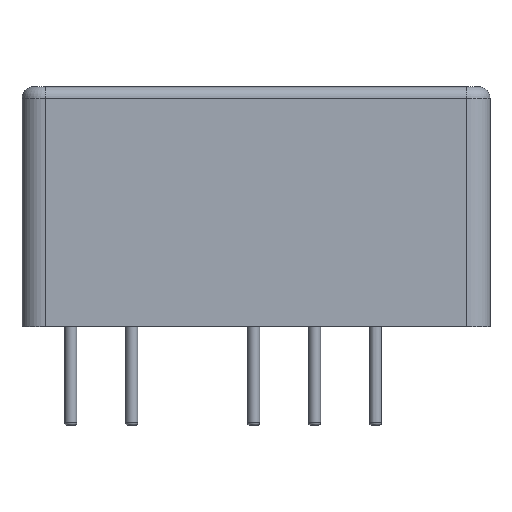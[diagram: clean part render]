
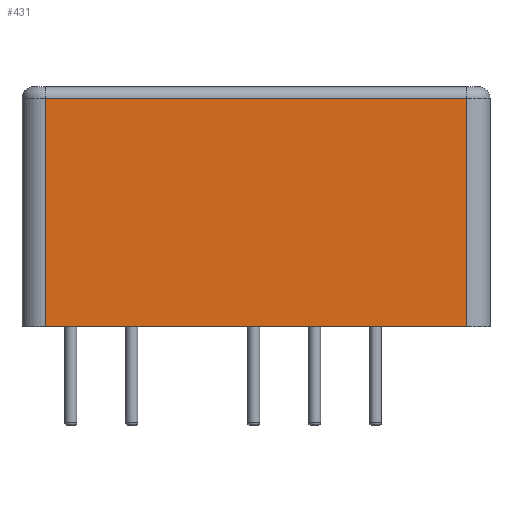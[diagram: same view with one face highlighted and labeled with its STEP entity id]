
A CAD part, left-side view. The second image highlights one B-rep face of the part: STEP entity #431.
In plain terms, the highlighted planar face has unit normal (-1, 0, 0).
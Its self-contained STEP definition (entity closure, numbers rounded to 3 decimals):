
#169 = VERTEX_POINT('',#170);
#170 = CARTESIAN_POINT('',(-4.77,-16.495,0.1));
#177 = EDGE_CURVE('',#169,#178,#180,.T.);
#178 = VERTEX_POINT('',#179);
#179 = CARTESIAN_POINT('',(-4.77,1.055,0.1));
#180 = LINE('',#181,#182);
#181 = CARTESIAN_POINT('',(-4.77,-17.47,0.1));
#182 = VECTOR('',#183,1.);
#183 = DIRECTION('',(0.,1.,0.));
#385 = EDGE_CURVE('',#178,#386,#388,.T.);
#386 = VERTEX_POINT('',#387);
#387 = CARTESIAN_POINT('',(-4.77,1.055,9.613));
#388 = LINE('',#389,#390);
#389 = CARTESIAN_POINT('',(-4.77,1.055,0.1));
#390 = VECTOR('',#391,1.);
#391 = DIRECTION('',(0.,0.,1.));
#412 = EDGE_CURVE('',#169,#413,#415,.T.);
#413 = VERTEX_POINT('',#414);
#414 = CARTESIAN_POINT('',(-4.77,-16.495,9.613));
#415 = LINE('',#416,#417);
#416 = CARTESIAN_POINT('',(-4.77,-16.495,0.1));
#417 = VECTOR('',#418,1.);
#418 = DIRECTION('',(0.,0.,1.));
#431 = ADVANCED_FACE('',(#432),#443,.T.);
#432 = FACE_BOUND('',#433,.T.);
#433 = EDGE_LOOP('',(#434,#435,#436,#437));
#434 = ORIENTED_EDGE('',*,*,#385,.F.);
#435 = ORIENTED_EDGE('',*,*,#177,.F.);
#436 = ORIENTED_EDGE('',*,*,#412,.T.);
#437 = ORIENTED_EDGE('',*,*,#438,.T.);
#438 = EDGE_CURVE('',#413,#386,#439,.T.);
#439 = LINE('',#440,#441);
#440 = CARTESIAN_POINT('',(-4.77,-16.495,9.613));
#441 = VECTOR('',#442,1.);
#442 = DIRECTION('',(0.,1.,0.));
#443 = PLANE('',#444);
#444 = AXIS2_PLACEMENT_3D('',#445,#446,#447);
#445 = CARTESIAN_POINT('',(-4.77,-17.47,0.1));
#446 = DIRECTION('',(-1.,0.,0.));
#447 = DIRECTION('',(0.,1.,0.));
